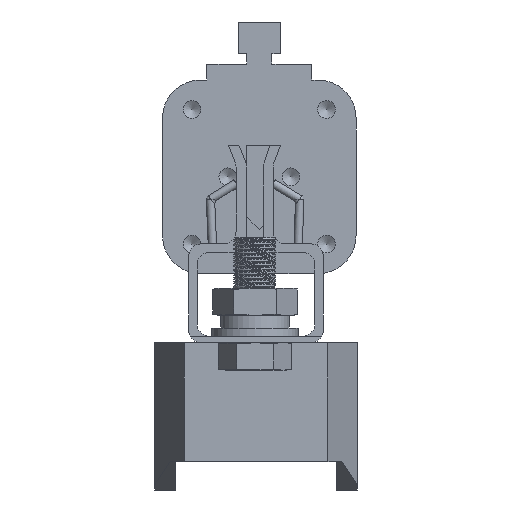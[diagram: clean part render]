
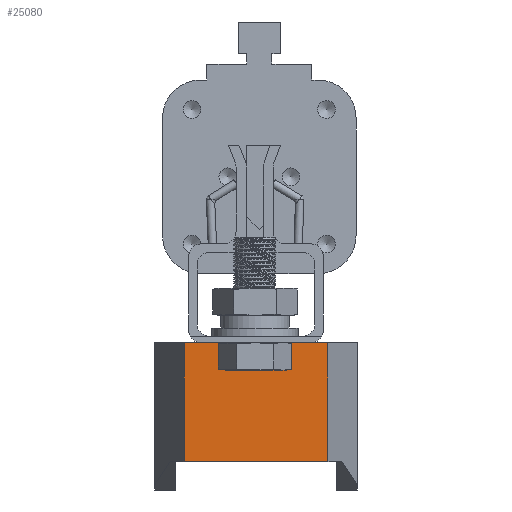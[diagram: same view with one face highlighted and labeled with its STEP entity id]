
A CAD part, left-side view. The second image highlights one B-rep face of the part: STEP entity #25080.
In plain terms, the highlighted planar face has unit normal (-1, 0, 0).
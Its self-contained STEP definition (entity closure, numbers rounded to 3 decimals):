
#211 = ORIENTED_EDGE ( 'NONE', *, *, #1113, .T. ) ;
#341 = VERTEX_POINT ( 'NONE', #36275 ) ;
#558 = ORIENTED_EDGE ( 'NONE', *, *, #2889, .T. ) ;
#977 = CARTESIAN_POINT ( 'NONE',  ( -154.8, 25.851, 35. ) ) ;
#1113 = EDGE_CURVE ( 'NONE', #37589, #7691, #13141, .T. ) ;
#1274 = LINE ( 'NONE', #17470, #3899 ) ;
#1585 = CARTESIAN_POINT ( 'NONE',  ( -154.8, 26.88, 34.97 ) ) ;
#2155 = CARTESIAN_POINT ( 'NONE',  ( -154.8, 28.931, 35. ) ) ;
#2669 = CARTESIAN_POINT ( 'NONE',  ( -154.8, 22.349, 28.5 ) ) ;
#2889 = EDGE_CURVE ( 'NONE', #10356, #25349, #20582, .T. ) ;
#3134 = EDGE_CURVE ( 'NONE', #7691, #25530, #7744, .T. ) ;
#3704 = CARTESIAN_POINT ( 'NONE',  ( -154.8, 19.769, 35. ) ) ;
#3798 = AXIS2_PLACEMENT_3D ( 'NONE', #32429, #19841, #35758 ) ;
#3857 = CARTESIAN_POINT ( 'NONE',  ( -154.8, 41.2, 35. ) ) ;
#3899 = VECTOR ( 'NONE', #38734, 1000. ) ;
#4077 = FACE_OUTER_BOUND ( 'NONE', #8732, .T. ) ;
#4457 = VECTOR ( 'NONE', #35971, 1000. ) ;
#4648 = CARTESIAN_POINT ( 'NONE',  ( -154.8, 7., 35. ) ) ;
#7691 = VERTEX_POINT ( 'NONE', #20915 ) ;
#7744 = B_SPLINE_CURVE_WITH_KNOTS ( 'NONE', 3,
 ( #36276, #38969, #8116, #35884 ),
 .UNSPECIFIED., .F., .F.,
 ( 4, 4 ),
 ( 0.012, 0.014 ),
 .UNSPECIFIED. ) ;
#8049 = CARTESIAN_POINT ( 'NONE',  ( -154.8, 19.769, 34.876 ) ) ;
#8116 = CARTESIAN_POINT ( 'NONE',  ( -154.8, 21.487, 28.532 ) ) ;
#8343 = LINE ( 'NONE', #20771, #9677 ) ;
#8555 = CARTESIAN_POINT ( 'NONE',  ( -154.8, 28.931, 28.697 ) ) ;
#8732 = EDGE_LOOP ( 'NONE', ( #31597, #39481, #34841, #12854, #29893, #17806, #211, #37453, #27287, #13727, #558, #36980, #15083, #11992 ) ) ;
#9503 = B_SPLINE_CURVE_WITH_KNOTS ( 'NONE', 3,
 ( #23334, #35349, #1585, #29340 ),
 .UNSPECIFIED., .F., .F.,
 ( 4, 4 ),
 ( 0.014, 0.017 ),
 .UNSPECIFIED. ) ;
#9677 = VECTOR ( 'NONE', #14641, 1000. ) ;
#9930 = CARTESIAN_POINT ( 'NONE',  ( -154.8, 25.851, 28.5 ) ) ;
#10286 = DIRECTION ( 'NONE',  ( 0., 0., -1. ) ) ;
#10299 = CARTESIAN_POINT ( 'NONE',  ( -154.8, 41.2, 6.75 ) ) ;
#10356 = VERTEX_POINT ( 'NONE', #17190 ) ;
#10435 = LINE ( 'NONE', #3857, #36068 ) ;
#11658 = VERTEX_POINT ( 'NONE', #34588 ) ;
#11992 = ORIENTED_EDGE ( 'NONE', *, *, #24546, .F. ) ;
#12274 = VERTEX_POINT ( 'NONE', #16133 ) ;
#12537 = CARTESIAN_POINT ( 'NONE',  ( -154.8, 7., 28.5 ) ) ;
#12854 = ORIENTED_EDGE ( 'NONE', *, *, #40723, .F. ) ;
#12927 = EDGE_CURVE ( 'NONE', #11658, #37454, #20265, .T. ) ;
#13141 = LINE ( 'NONE', #3704, #35426 ) ;
#13727 = ORIENTED_EDGE ( 'NONE', *, *, #14680, .T. ) ;
#14641 = DIRECTION ( 'NONE',  ( 0., -1., 0. ) ) ;
#14680 = EDGE_CURVE ( 'NONE', #40628, #10356, #25178, .T. ) ;
#15083 = ORIENTED_EDGE ( 'NONE', *, *, #40692, .F. ) ;
#15539 = CARTESIAN_POINT ( 'NONE',  ( -154.8, 7., 35. ) ) ;
#15697 = CARTESIAN_POINT ( 'NONE',  ( -154.8, 22.349, 35. ) ) ;
#16133 = CARTESIAN_POINT ( 'NONE',  ( -154.8, 37.1, 35. ) ) ;
#16863 = CARTESIAN_POINT ( 'NONE',  ( -154.8, 41.2, 35. ) ) ;
#16962 = VECTOR ( 'NONE', #20313, 1000. ) ;
#17043 = VERTEX_POINT ( 'NONE', #977 ) ;
#17095 = VECTOR ( 'NONE', #33187, 1000. ) ;
#17190 = CARTESIAN_POINT ( 'NONE',  ( -154.8, 28.931, 28.697 ) ) ;
#17470 = CARTESIAN_POINT ( 'NONE',  ( -154.8, 41.2, 35. ) ) ;
#17806 = ORIENTED_EDGE ( 'NONE', *, *, #25714, .T. ) ;
#17832 = VECTOR ( 'NONE', #40129, 1000. ) ;
#18068 = VERTEX_POINT ( 'NONE', #35657 ) ;
#18540 = EDGE_CURVE ( 'NONE', #25349, #17043, #9503, .T. ) ;
#19238 = CARTESIAN_POINT ( 'NONE',  ( -154.8, 22.349, 35. ) ) ;
#19566 = EDGE_CURVE ( 'NONE', #32494, #18068, #10435, .T. ) ;
#19841 = DIRECTION ( 'NONE',  ( 1., 0., 0. ) ) ;
#20071 = DIRECTION ( 'NONE',  ( 0., 0., -1. ) ) ;
#20265 = LINE ( 'NONE', #32671, #21111 ) ;
#20313 = DIRECTION ( 'NONE',  ( 0., -1., 0. ) ) ;
#20582 = LINE ( 'NONE', #2155, #17095 ) ;
#20771 = CARTESIAN_POINT ( 'NONE',  ( -154.8, 41.2, 35. ) ) ;
#20915 = CARTESIAN_POINT ( 'NONE',  ( -154.8, 19.769, 28.655 ) ) ;
#21111 = VECTOR ( 'NONE', #20071, 1000. ) ;
#21496 = CARTESIAN_POINT ( 'NONE',  ( -154.8, 19.769, 34.876 ) ) ;
#21694 = CARTESIAN_POINT ( 'NONE',  ( -154.8, 20.628, 34.931 ) ) ;
#23334 = CARTESIAN_POINT ( 'NONE',  ( -154.8, 28.931, 34.843 ) ) ;
#23669 = CARTESIAN_POINT ( 'NONE',  ( -154.8, 25.851, 28.5 ) ) ;
#24546 = EDGE_CURVE ( 'NONE', #11658, #12274, #8343, .T. ) ;
#25058 = EDGE_CURVE ( 'NONE', #341, #37454, #38233, .T. ) ;
#25080 = ADVANCED_FACE ( 'NONE', ( #4077 ), #29533, .F. ) ;
#25178 = B_SPLINE_CURVE_WITH_KNOTS ( 'NONE', 3,
 ( #23669, #26764, #39195, #8555 ),
 .UNSPECIFIED., .F., .F.,
 ( 4, 4 ),
 ( 0.018, 0.021 ),
 .UNSPECIFIED. ) ;
#25349 = VERTEX_POINT ( 'NONE', #28272 ) ;
#25530 = VERTEX_POINT ( 'NONE', #2669 ) ;
#25714 = EDGE_CURVE ( 'NONE', #32494, #37589, #29295, .T. ) ;
#25763 = DIRECTION ( 'NONE',  ( 0., 0., -1. ) ) ;
#26348 = EDGE_CURVE ( 'NONE', #31408, #341, #29691, .T. ) ;
#26764 = CARTESIAN_POINT ( 'NONE',  ( -154.8, 26.881, 28.538 ) ) ;
#27287 = ORIENTED_EDGE ( 'NONE', *, *, #31069, .F. ) ;
#27930 = LINE ( 'NONE', #12537, #17832 ) ;
#28272 = CARTESIAN_POINT ( 'NONE',  ( -154.8, 28.931, 34.843 ) ) ;
#28721 = CARTESIAN_POINT ( 'NONE',  ( -154.8, 21.488, 34.975 ) ) ;
#29295 = B_SPLINE_CURVE_WITH_KNOTS ( 'NONE', 3,
 ( #19238, #28721, #21694, #21496 ),
 .UNSPECIFIED., .F., .F.,
 ( 4, 4 ),
 ( 0.02, 0.023 ),
 .UNSPECIFIED. ) ;
#29340 = CARTESIAN_POINT ( 'NONE',  ( -154.8, 25.851, 35. ) ) ;
#29508 = DIRECTION ( 'NONE',  ( 0., -1., 0. ) ) ;
#29533 = PLANE ( 'NONE',  #3798 ) ;
#29691 = LINE ( 'NONE', #4648, #30120 ) ;
#29893 = ORIENTED_EDGE ( 'NONE', *, *, #19566, .F. ) ;
#30120 = VECTOR ( 'NONE', #25763, 1000. ) ;
#31069 = EDGE_CURVE ( 'NONE', #40628, #25530, #27930, .T. ) ;
#31408 = VERTEX_POINT ( 'NONE', #15539 ) ;
#31597 = ORIENTED_EDGE ( 'NONE', *, *, #12927, .T. ) ;
#32226 = CARTESIAN_POINT ( 'NONE',  ( -154.8, -17.957, 6.75 ) ) ;
#32429 = CARTESIAN_POINT ( 'NONE',  ( -154.8, 41.2, 35. ) ) ;
#32494 = VERTEX_POINT ( 'NONE', #15697 ) ;
#32671 = CARTESIAN_POINT ( 'NONE',  ( -154.8, 41.2, 35. ) ) ;
#33187 = DIRECTION ( 'NONE',  ( 0., 0., 1. ) ) ;
#34588 = CARTESIAN_POINT ( 'NONE',  ( -154.8, 41.2, 35. ) ) ;
#34841 = ORIENTED_EDGE ( 'NONE', *, *, #26348, .F. ) ;
#35349 = CARTESIAN_POINT ( 'NONE',  ( -154.8, 27.906, 34.914 ) ) ;
#35426 = VECTOR ( 'NONE', #10286, 1000. ) ;
#35657 = CARTESIAN_POINT ( 'NONE',  ( -154.8, 11.1, 35. ) ) ;
#35758 = DIRECTION ( 'NONE',  ( 0., 0., -1. ) ) ;
#35884 = CARTESIAN_POINT ( 'NONE',  ( -154.8, 22.349, 28.5 ) ) ;
#35971 = DIRECTION ( 'NONE',  ( 0., 1., 0. ) ) ;
#36068 = VECTOR ( 'NONE', #29508, 1000. ) ;
#36275 = CARTESIAN_POINT ( 'NONE',  ( -154.8, 7., 6.75 ) ) ;
#36276 = CARTESIAN_POINT ( 'NONE',  ( -154.8, 19.769, 28.655 ) ) ;
#36980 = ORIENTED_EDGE ( 'NONE', *, *, #18540, .T. ) ;
#37453 = ORIENTED_EDGE ( 'NONE', *, *, #3134, .T. ) ;
#37454 = VERTEX_POINT ( 'NONE', #10299 ) ;
#37589 = VERTEX_POINT ( 'NONE', #8049 ) ;
#38233 = LINE ( 'NONE', #32226, #4457 ) ;
#38734 = DIRECTION ( 'NONE',  ( 0., -1., 0. ) ) ;
#38945 = LINE ( 'NONE', #16863, #16962 ) ;
#38969 = CARTESIAN_POINT ( 'NONE',  ( -154.8, 20.627, 28.586 ) ) ;
#39195 = CARTESIAN_POINT ( 'NONE',  ( -154.8, 27.907, 28.608 ) ) ;
#39481 = ORIENTED_EDGE ( 'NONE', *, *, #25058, .F. ) ;
#40129 = DIRECTION ( 'NONE',  ( 0., -1., 0. ) ) ;
#40628 = VERTEX_POINT ( 'NONE', #9930 ) ;
#40692 = EDGE_CURVE ( 'NONE', #12274, #17043, #38945, .T. ) ;
#40723 = EDGE_CURVE ( 'NONE', #18068, #31408, #1274, .T. ) ;
